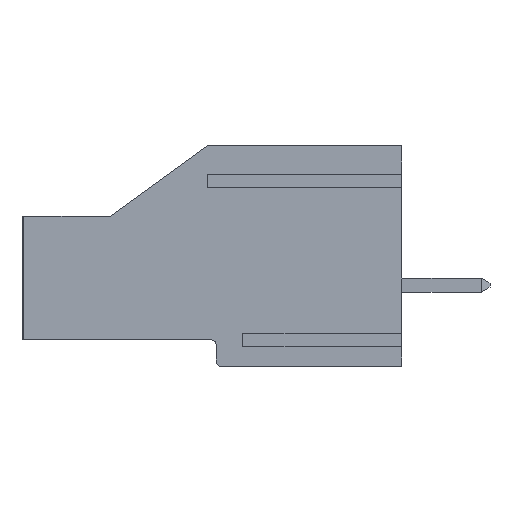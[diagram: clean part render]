
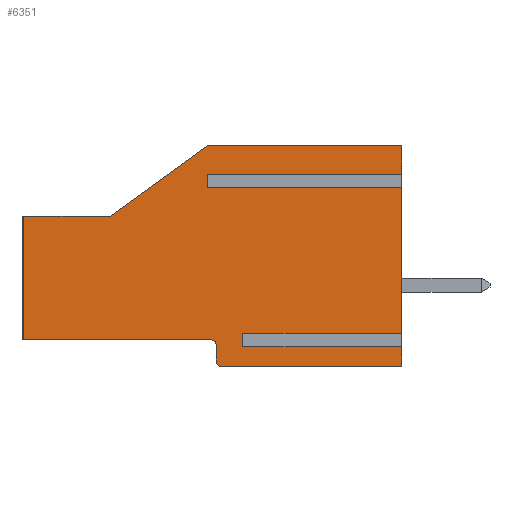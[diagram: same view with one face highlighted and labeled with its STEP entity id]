
A CAD part, left-side view. The second image highlights one B-rep face of the part: STEP entity #6351.
In plain terms, the highlighted planar face has unit normal (-1, 0, 0).
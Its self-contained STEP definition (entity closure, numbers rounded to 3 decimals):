
#33 = ORIENTED_EDGE ( 'NONE', *, *, #3939, .F. ) ;
#39 = DIRECTION ( 'NONE',  ( -1., 0., 0. ) ) ;
#86 = EDGE_CURVE ( 'NONE', #3632, #5657, #3748, .T. ) ;
#174 = LINE ( 'NONE', #2809, #7218 ) ;
#181 = CARTESIAN_POINT ( 'NONE',  ( 0., 11., 5.525 ) ) ;
#261 = DIRECTION ( 'NONE',  ( 0., 1., 0. ) ) ;
#276 = DIRECTION ( 'NONE',  ( 0., 0., -1. ) ) ;
#292 = AXIS2_PLACEMENT_3D ( 'NONE', #1461, #39, #5964 ) ;
#631 = LINE ( 'NONE', #7794, #4061 ) ;
#634 = VECTOR ( 'NONE', #4683, 1000. ) ;
#656 = CARTESIAN_POINT ( 'NONE',  ( 0., 10.5, -4.6 ) ) ;
#860 = VECTOR ( 'NONE', #6997, 1000. ) ;
#898 = LINE ( 'NONE', #2021, #8381 ) ;
#929 = CARTESIAN_POINT ( 'NONE',  ( 0., 0., 7.9 ) ) ;
#947 = DIRECTION ( 'NONE',  ( 0., 1., 0. ) ) ;
#951 = FACE_OUTER_BOUND ( 'NONE', #3264, .T. ) ;
#977 = VERTEX_POINT ( 'NONE', #5277 ) ;
#1033 = VERTEX_POINT ( 'NONE', #2608 ) ;
#1070 = VERTEX_POINT ( 'NONE', #4895 ) ;
#1129 = VERTEX_POINT ( 'NONE', #2983 ) ;
#1212 = VERTEX_POINT ( 'NONE', #7657 ) ;
#1265 = CARTESIAN_POINT ( 'NONE',  ( 0., 11., 6.275 ) ) ;
#1307 = EDGE_CURVE ( 'NONE', #977, #1033, #1910, .T. ) ;
#1313 = DIRECTION ( 'NONE',  ( 0., 0., -1. ) ) ;
#1316 = CARTESIAN_POINT ( 'NONE',  ( 0., 0., -3.475 ) ) ;
#1391 = DIRECTION ( 'NONE',  ( 0., 0., -1. ) ) ;
#1461 = CARTESIAN_POINT ( 'NONE',  ( 0., 10.2, -4.3 ) ) ;
#1522 = EDGE_CURVE ( 'NONE', #7823, #1212, #2519, .T. ) ;
#1527 = LINE ( 'NONE', #2347, #6812 ) ;
#1572 = VECTOR ( 'NONE', #4724, 1000. ) ;
#1577 = DIRECTION ( 'NONE',  ( 0., 0., -1. ) ) ;
#1643 = EDGE_CURVE ( 'NONE', #6667, #977, #7285, .T. ) ;
#1695 = EDGE_CURVE ( 'NONE', #1212, #7510, #1527, .T. ) ;
#1713 = ORIENTED_EDGE ( 'NONE', *, *, #6144, .F. ) ;
#1910 = LINE ( 'NONE', #6608, #2191 ) ;
#1940 = DIRECTION ( 'NONE',  ( 0., 0., 1. ) ) ;
#2021 = CARTESIAN_POINT ( 'NONE',  ( 0., 0., 7.9 ) ) ;
#2122 = ORIENTED_EDGE ( 'NONE', *, *, #1695, .F. ) ;
#2131 = DIRECTION ( 'NONE',  ( 0., -1., 0. ) ) ;
#2167 = CARTESIAN_POINT ( 'NONE',  ( 0., 11., 5.525 ) ) ;
#2191 = VECTOR ( 'NONE', #1313, 1000. ) ;
#2197 = EDGE_CURVE ( 'NONE', #2355, #6161, #5909, .T. ) ;
#2311 = ORIENTED_EDGE ( 'NONE', *, *, #86, .T. ) ;
#2347 = CARTESIAN_POINT ( 'NONE',  ( 0., 9., -3.475 ) ) ;
#2355 = VERTEX_POINT ( 'NONE', #6105 ) ;
#2405 = CARTESIAN_POINT ( 'NONE',  ( 0., 0., 5.525 ) ) ;
#2440 = VECTOR ( 'NONE', #7793, 1000. ) ;
#2451 = LINE ( 'NONE', #8372, #8172 ) ;
#2519 = LINE ( 'NONE', #5935, #2440 ) ;
#2565 = CARTESIAN_POINT ( 'NONE',  ( 0., 21.4, 3.9 ) ) ;
#2608 = CARTESIAN_POINT ( 'NONE',  ( 0., 0., 6.275 ) ) ;
#2659 = LINE ( 'NONE', #5212, #7572 ) ;
#2809 = CARTESIAN_POINT ( 'NONE',  ( 0., 0., -4.6 ) ) ;
#2826 = EDGE_CURVE ( 'NONE', #5624, #6050, #7125, .T. ) ;
#2877 = EDGE_CURVE ( 'NONE', #3632, #6706, #4474, .T. ) ;
#2949 = CARTESIAN_POINT ( 'NONE',  ( 0., 10.5, -3.4 ) ) ;
#2983 = CARTESIAN_POINT ( 'NONE',  ( 0., 0., -2.725 ) ) ;
#3204 = CARTESIAN_POINT ( 'NONE',  ( 0., 10.5, -3.1 ) ) ;
#3235 = LINE ( 'NONE', #656, #3737 ) ;
#3247 = VERTEX_POINT ( 'NONE', #1265 ) ;
#3264 = EDGE_LOOP ( 'NONE', ( #33, #6019, #3663, #8410, #2122, #4820, #5334, #3805, #4384, #4804, #1713, #8032, #5974, #6281, #4179, #6338, #3709, #2311 ) ) ;
#3305 = DIRECTION ( 'NONE',  ( 0., -1., 0. ) ) ;
#3332 = EDGE_CURVE ( 'NONE', #6050, #1129, #898, .T. ) ;
#3505 = VERTEX_POINT ( 'NONE', #7127 ) ;
#3524 = VECTOR ( 'NONE', #261, 1000. ) ;
#3538 = DIRECTION ( 'NONE',  ( 1., 0., 0. ) ) ;
#3632 = VERTEX_POINT ( 'NONE', #4127 ) ;
#3650 = CARTESIAN_POINT ( 'NONE',  ( 0., 11., 7.9 ) ) ;
#3663 = ORIENTED_EDGE ( 'NONE', *, *, #7594, .F. ) ;
#3703 = DIRECTION ( 'NONE',  ( 0., 0., -1. ) ) ;
#3709 = ORIENTED_EDGE ( 'NONE', *, *, #2877, .F. ) ;
#3737 = VECTOR ( 'NONE', #1940, 1000. ) ;
#3748 = CIRCLE ( 'NONE', #4434, 0.3 ) ;
#3752 = EDGE_CURVE ( 'NONE', #8414, #1070, #2659, .T. ) ;
#3775 = EDGE_CURVE ( 'NONE', #3247, #5624, #6776, .T. ) ;
#3805 = ORIENTED_EDGE ( 'NONE', *, *, #3332, .F. ) ;
#3939 = EDGE_CURVE ( 'NONE', #2355, #5657, #3235, .T. ) ;
#4061 = VECTOR ( 'NONE', #3703, 1000. ) ;
#4064 = VECTOR ( 'NONE', #2131, 1000. ) ;
#4127 = CARTESIAN_POINT ( 'NONE',  ( 0., 10.8, -3.1 ) ) ;
#4159 = DIRECTION ( 'NONE',  ( 0., 1., 0. ) ) ;
#4179 = ORIENTED_EDGE ( 'NONE', *, *, #3752, .F. ) ;
#4384 = ORIENTED_EDGE ( 'NONE', *, *, #2826, .F. ) ;
#4434 = AXIS2_PLACEMENT_3D ( 'NONE', #8079, #3538, #276 ) ;
#4474 = LINE ( 'NONE', #3204, #5928 ) ;
#4683 = DIRECTION ( 'NONE',  ( 0., 0., -1. ) ) ;
#4724 = DIRECTION ( 'NONE',  ( 0., 0., -1. ) ) ;
#4804 = ORIENTED_EDGE ( 'NONE', *, *, #3775, .F. ) ;
#4816 = LINE ( 'NONE', #8053, #7859 ) ;
#4819 = PLANE ( 'NONE',  #5013 ) ;
#4820 = ORIENTED_EDGE ( 'NONE', *, *, #1522, .F. ) ;
#4895 = CARTESIAN_POINT ( 'NONE',  ( 0., 16.5, 3.9 ) ) ;
#5013 = AXIS2_PLACEMENT_3D ( 'NONE', #7435, #6163, #1577 ) ;
#5212 = CARTESIAN_POINT ( 'NONE',  ( 0., 21.5, 3.9 ) ) ;
#5277 = CARTESIAN_POINT ( 'NONE',  ( 0., 0., 7.9 ) ) ;
#5334 = ORIENTED_EDGE ( 'NONE', *, *, #7115, .F. ) ;
#5607 = EDGE_CURVE ( 'NONE', #7510, #3505, #7375, .T. ) ;
#5624 = VERTEX_POINT ( 'NONE', #181 ) ;
#5657 = VERTEX_POINT ( 'NONE', #2949 ) ;
#5909 = CIRCLE ( 'NONE', #292, 0.3 ) ;
#5928 = VECTOR ( 'NONE', #7169, 1000. ) ;
#5935 = CARTESIAN_POINT ( 'NONE',  ( 0., 9., -3.475 ) ) ;
#5964 = DIRECTION ( 'NONE',  ( 0., 0., -1. ) ) ;
#5974 = ORIENTED_EDGE ( 'NONE', *, *, #1643, .F. ) ;
#6019 = ORIENTED_EDGE ( 'NONE', *, *, #2197, .T. ) ;
#6050 = VERTEX_POINT ( 'NONE', #2405 ) ;
#6105 = CARTESIAN_POINT ( 'NONE',  ( 0., 10.5, -4.3 ) ) ;
#6144 = EDGE_CURVE ( 'NONE', #1033, #3247, #4816, .T. ) ;
#6160 = CARTESIAN_POINT ( 'NONE',  ( 0., 10.2, -4.6 ) ) ;
#6161 = VERTEX_POINT ( 'NONE', #6160 ) ;
#6163 = DIRECTION ( 'NONE',  ( 1., 0., 0. ) ) ;
#6281 = ORIENTED_EDGE ( 'NONE', *, *, #8106, .F. ) ;
#6338 = ORIENTED_EDGE ( 'NONE', *, *, #7272, .T. ) ;
#6351 = ADVANCED_FACE ( 'NONE', ( #951 ), #4819, .F. ) ;
#6608 = CARTESIAN_POINT ( 'NONE',  ( 0., 0., 7.9 ) ) ;
#6667 = VERTEX_POINT ( 'NONE', #3650 ) ;
#6706 = VERTEX_POINT ( 'NONE', #7861 ) ;
#6776 = LINE ( 'NONE', #2167, #1572 ) ;
#6812 = VECTOR ( 'NONE', #8132, 1000. ) ;
#6925 = DIRECTION ( 'NONE',  ( 0., -0.809, 0.588 ) ) ;
#6997 = DIRECTION ( 'NONE',  ( 0., -1., 0. ) ) ;
#7115 = EDGE_CURVE ( 'NONE', #1129, #7823, #7936, .T. ) ;
#7125 = LINE ( 'NONE', #7754, #860 ) ;
#7127 = CARTESIAN_POINT ( 'NONE',  ( 0., 0., -4.6 ) ) ;
#7169 = DIRECTION ( 'NONE',  ( 0., 1., 0. ) ) ;
#7218 = VECTOR ( 'NONE', #4159, 1000. ) ;
#7272 = EDGE_CURVE ( 'NONE', #8414, #6706, #631, .T. ) ;
#7285 = LINE ( 'NONE', #7953, #4064 ) ;
#7359 = CARTESIAN_POINT ( 'NONE',  ( 0., 9., -2.725 ) ) ;
#7375 = LINE ( 'NONE', #929, #634 ) ;
#7435 = CARTESIAN_POINT ( 'NONE',  ( 0., 0., 0. ) ) ;
#7510 = VERTEX_POINT ( 'NONE', #1316 ) ;
#7572 = VECTOR ( 'NONE', #3305, 1000. ) ;
#7594 = EDGE_CURVE ( 'NONE', #3505, #6161, #174, .T. ) ;
#7657 = CARTESIAN_POINT ( 'NONE',  ( 0., 9., -3.475 ) ) ;
#7754 = CARTESIAN_POINT ( 'NONE',  ( 0., 11., 5.525 ) ) ;
#7793 = DIRECTION ( 'NONE',  ( 0., 0., -1. ) ) ;
#7794 = CARTESIAN_POINT ( 'NONE',  ( 0., 21.4, 0. ) ) ;
#7812 = CARTESIAN_POINT ( 'NONE',  ( 0., 9., -2.725 ) ) ;
#7823 = VERTEX_POINT ( 'NONE', #7812 ) ;
#7859 = VECTOR ( 'NONE', #947, 1000. ) ;
#7861 = CARTESIAN_POINT ( 'NONE',  ( 0., 21.4, -3.1 ) ) ;
#7936 = LINE ( 'NONE', #7359, #3524 ) ;
#7953 = CARTESIAN_POINT ( 'NONE',  ( 0., 11., 7.9 ) ) ;
#8032 = ORIENTED_EDGE ( 'NONE', *, *, #1307, .F. ) ;
#8053 = CARTESIAN_POINT ( 'NONE',  ( 0., 11., 6.275 ) ) ;
#8079 = CARTESIAN_POINT ( 'NONE',  ( 0., 10.8, -3.4 ) ) ;
#8106 = EDGE_CURVE ( 'NONE', #1070, #6667, #2451, .T. ) ;
#8132 = DIRECTION ( 'NONE',  ( 0., -1., 0. ) ) ;
#8172 = VECTOR ( 'NONE', #6925, 1000. ) ;
#8372 = CARTESIAN_POINT ( 'NONE',  ( 0., 16.5, 3.9 ) ) ;
#8381 = VECTOR ( 'NONE', #1391, 1000. ) ;
#8410 = ORIENTED_EDGE ( 'NONE', *, *, #5607, .F. ) ;
#8414 = VERTEX_POINT ( 'NONE', #2565 ) ;
